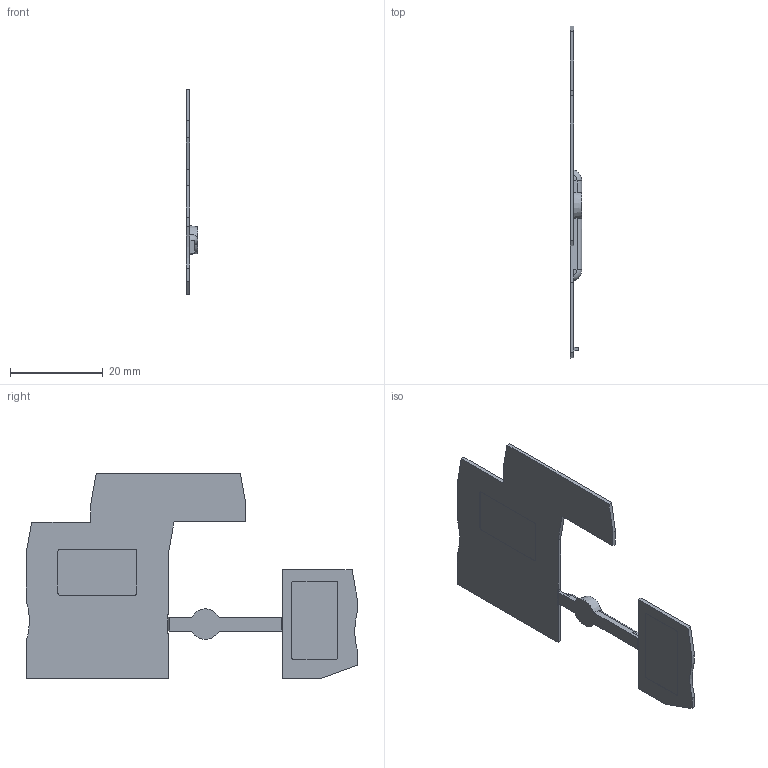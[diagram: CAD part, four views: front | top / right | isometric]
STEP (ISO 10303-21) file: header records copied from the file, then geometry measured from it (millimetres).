
FILE_DESCRIPTION(/* description */ ('Alibre Inc.'),/* implementation_level */ '2;1');
FILE_NAME(/* name */ 'export-4DAEEEC9-3E5C-4C1B-AC06-B06AF5E8FCA4',/* time_stamp */ '2024-03-26T22:03:08+01:00',/* author */ (''),/* organization */ (''),/* preprocessor_version */ 'ST-DEVELOPER v17',/* originating_system */ 'Alibre',/* authorisation */ '');
FILE_SCHEMA (('AUTOMOTIVE_DESIGN'));
Length unit declared in the file: millimetre
Products named in the file (2): DS_PTIO_1.5_S-select
Bounding box: 2.5 x 71.7 x 44.4 mm (x, y, z)
Volume: 1557.2 mm3; surface area: 3980.1 mm2
Topology: 1 solids, 1 shells, 86 faces, 234 edges, 155 vertices
Faces by surface type: plane 63, cylinder 15, cone 6, torus 2
Entity records: 3313 total; most frequent: CARTESIAN_POINT 1180, ORIENTED_EDGE 468, DIRECTION 354, EDGE_CURVE 234, VECTOR 181, LINE 181, VERTEX_POINT 155, AXIS2_PLACEMENT_3D 119
